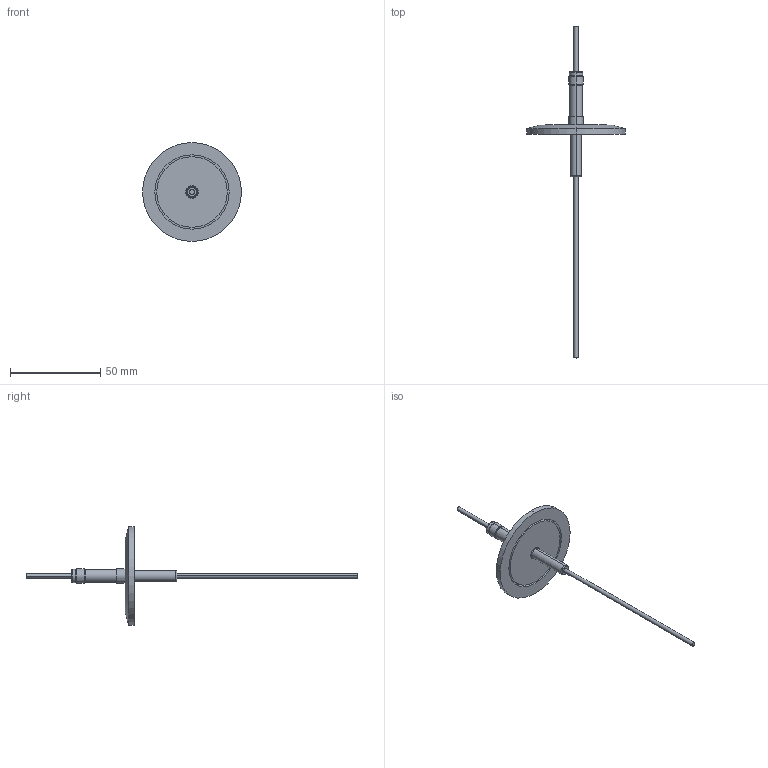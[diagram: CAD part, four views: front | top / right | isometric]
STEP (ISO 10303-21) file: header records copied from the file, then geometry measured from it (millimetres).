
FILE_DESCRIPTION (( 'STEP AP214' ), '1' );
FILE_NAME ('120XST040-10-30-1.step', '2017-07-10T09:34:41', ( 'install' ), ( '' ), 'SwSTEP 2.0', 'SolidWorks 2015', '' );
FILE_SCHEMA (( 'AUTOMOTIVE_DESIGN' ));
Length unit declared in the file: inch
Products named in the file (1): 120XST040-10-30-1
Bounding box: 54.86 x 184.15 x 54.86 mm (x, y, z)
Volume: 12905.6 mm3; surface area: 8924.9 mm2
Topology: 1 solids, 1 shells, 53 faces, 104 edges, 64 vertices
Faces by surface type: cylinder 28, plane 13, cone 8, torus 4
Entity records: 1512 total; most frequent: CARTESIAN_POINT 322, DIRECTION 276, ORIENTED_EDGE 208, AXIS2_PLACEMENT_3D 120, EDGE_CURVE 104, CIRCLE 66, EDGE_LOOP 64, VERTEX_POINT 64
